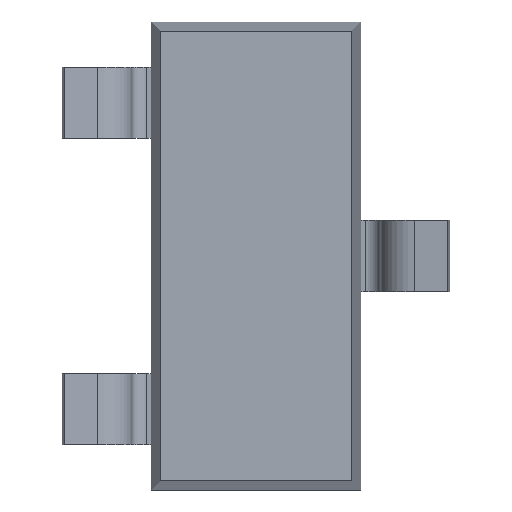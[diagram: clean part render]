
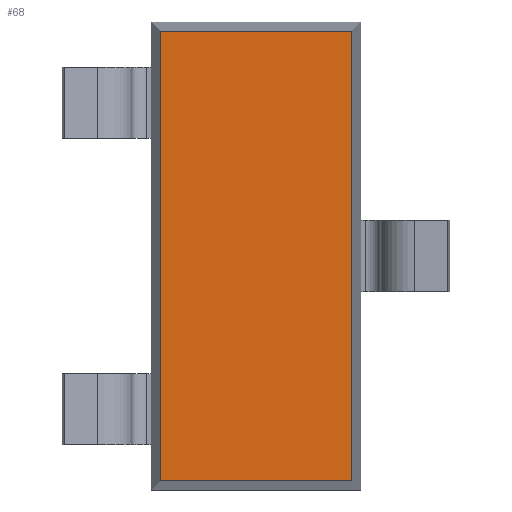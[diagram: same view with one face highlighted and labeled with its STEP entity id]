
A CAD part, front view. The second image highlights one B-rep face of the part: STEP entity #68.
In plain terms, the highlighted planar face has unit normal (0, -1, 0).
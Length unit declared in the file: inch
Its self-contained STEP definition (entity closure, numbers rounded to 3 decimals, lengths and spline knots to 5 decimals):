
#68 = ADVANCED_FACE ( 'N', ( #5862 ), #4674, .T. ) ;
#164 = EDGE_CURVE ( 'NONE', #3295, #1423, #6619, .T. ) ;
#192 = ORIENTED_EDGE ( 'NONE', *, *, #4857, .F. ) ;
#874 = LINE ( 'NONE', #3095, #5336 ) ;
#927 = CARTESIAN_POINT ( 'NONE',  ( -0.02334, 0.00394, 0.05483 ) ) ;
#1407 = LINE ( 'NONE', #4727, #2916 ) ;
#1423 = VERTEX_POINT ( 'NONE', #927 ) ;
#1678 = DIRECTION ( 'NONE',  ( 0., 0., -1. ) ) ;
#1827 = ORIENTED_EDGE ( 'NONE', *, *, #164, .T. ) ;
#1875 = EDGE_LOOP ( 'NONE', ( #3418, #1827, #192, #4271 ) ) ;
#1915 = DIRECTION ( 'NONE',  ( 0., 0., 1. ) ) ;
#2143 = VECTOR ( 'NONE', #2594, 39.37008 ) ;
#2207 = VECTOR ( 'NONE', #4964, 39.37008 ) ;
#2264 = CARTESIAN_POINT ( 'NONE',  ( 0., 0.00394, 0.05483 ) ) ;
#2480 = EDGE_CURVE ( 'NONE', #5991, #2997, #3114, .T. ) ;
#2590 = CARTESIAN_POINT ( 'NONE',  ( 0.02334, 0.00394, -0.05483 ) ) ;
#2594 = DIRECTION ( 'NONE',  ( -1., 0., 0. ) ) ;
#2914 = CARTESIAN_POINT ( 'NONE',  ( 0.02334, 0.00394, 0.05483 ) ) ;
#2916 = VECTOR ( 'NONE', #1915, 39.37008 ) ;
#2997 = VERTEX_POINT ( 'NONE', #4698 ) ;
#3095 = CARTESIAN_POINT ( 'NONE',  ( 0.02334, 0.00394, -0.05709 ) ) ;
#3114 = LINE ( 'NONE', #6480, #2143 ) ;
#3295 = VERTEX_POINT ( 'NONE', #2914 ) ;
#3362 = CARTESIAN_POINT ( 'NONE',  ( 0., 0.00394, 0. ) ) ;
#3418 = ORIENTED_EDGE ( 'NONE', *, *, #6438, .F. ) ;
#4271 = ORIENTED_EDGE ( 'NONE', *, *, #2480, .F. ) ;
#4674 = PLANE ( 'NONE',  #6869 ) ;
#4698 = CARTESIAN_POINT ( 'NONE',  ( -0.02334, 0.00394, -0.05483 ) ) ;
#4727 = CARTESIAN_POINT ( 'NONE',  ( -0.02334, 0.00394, 0.05709 ) ) ;
#4773 = DIRECTION ( 'NONE',  ( 0., 0., -1. ) ) ;
#4857 = EDGE_CURVE ( 'NONE', #2997, #1423, #1407, .T. ) ;
#4925 = DIRECTION ( 'NONE',  ( 0., -1., 0. ) ) ;
#4964 = DIRECTION ( 'NONE',  ( -1., 0., 0. ) ) ;
#5336 = VECTOR ( 'NONE', #4773, 39.37008 ) ;
#5862 = FACE_OUTER_BOUND ( 'NONE', #1875, .T. ) ;
#5991 = VERTEX_POINT ( 'NONE', #2590 ) ;
#6438 = EDGE_CURVE ( 'NONE', #3295, #5991, #874, .T. ) ;
#6480 = CARTESIAN_POINT ( 'NONE',  ( -0.02559, 0.00394, -0.05483 ) ) ;
#6619 = LINE ( 'NONE', #2264, #2207 ) ;
#6869 = AXIS2_PLACEMENT_3D ( 'NONE', #3362, #4925, #1678 ) ;
